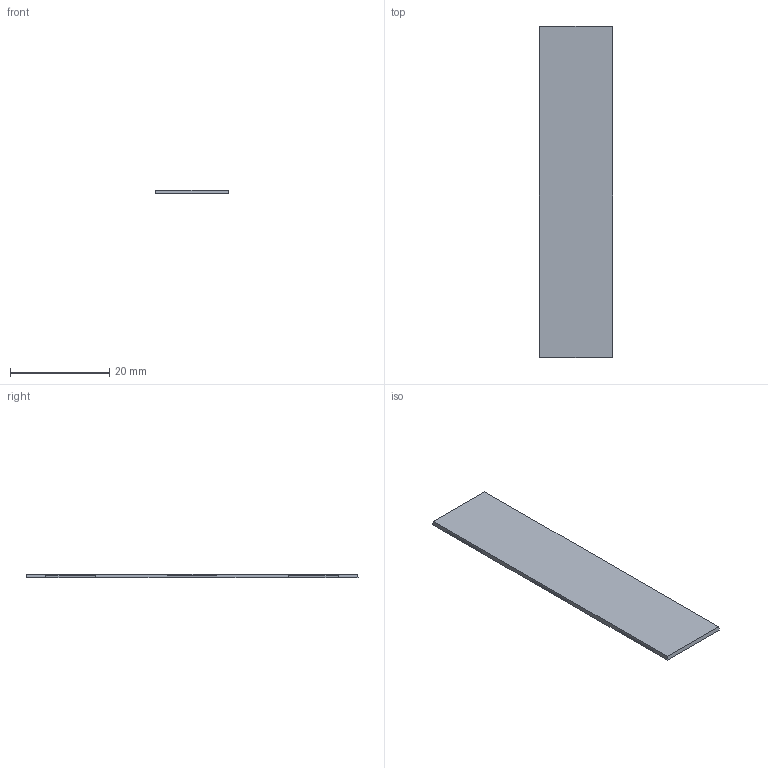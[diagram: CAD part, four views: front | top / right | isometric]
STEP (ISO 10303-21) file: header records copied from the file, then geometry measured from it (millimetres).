
FILE_DESCRIPTION (( 'STEP AP214' ), '1' );
FILE_NAME ('508808_PBIP 6715 W_Yellow.STP', '2013-11-18T06:44:52', ( 'arge' ), ( 'Microsoft' ), 'SwSTEP 2.0', 'SolidWorks 2013', '' );
FILE_SCHEMA (( 'AUTOMOTIVE_DESIGN' ));
Length unit declared in the file: millimetre
Products named in the file (1): 508808_PBIP 6715 W_Yellow
Bounding box: 14.9 x 66.9 x 0.8 mm (x, y, z)
Volume: 788.6 mm3; surface area: 2107.3 mm2
Topology: 1 solids, 1 shells, 18 faces, 42 edges, 26 vertices
Faces by surface type: plane 18
Entity records: 730 total; most frequent: CARTESIAN_POINT 87, ORIENTED_EDGE 84, DIRECTION 80, LINE 42, EDGE_CURVE 42, VECTOR 42, VERTEX_POINT 26, UNCERTAINTY_MEASURE_WITH_UNIT 21
